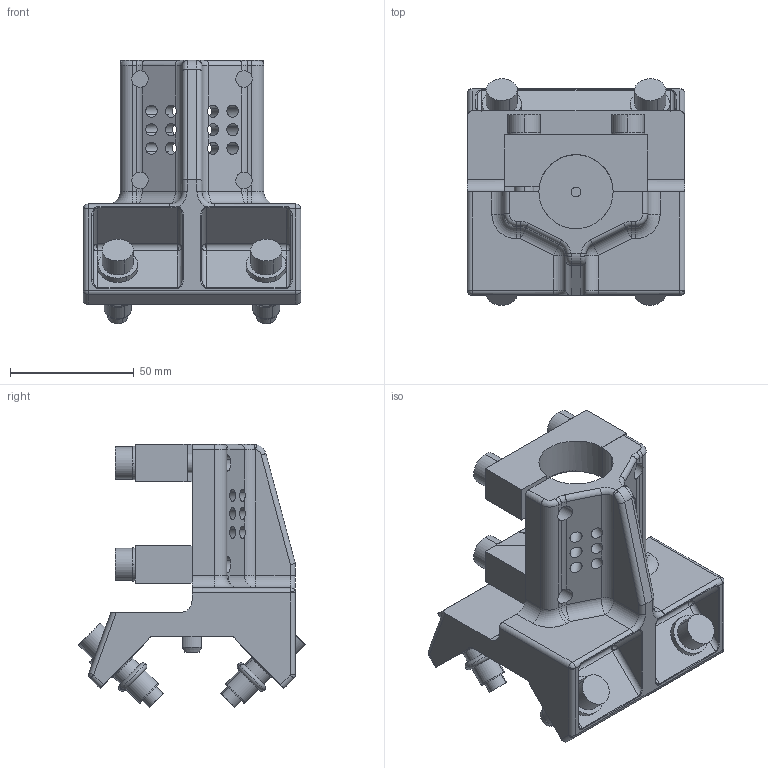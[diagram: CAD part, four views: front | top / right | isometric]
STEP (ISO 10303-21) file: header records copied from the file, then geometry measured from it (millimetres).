
FILE_DESCRIPTION(('CATIA V5 STEP'),'2;1');
FILE_NAME('AEGT103.stp','2018-07-13T01:32:49+00:00',('none'),('none'),'CATIA Version 5 Release 21 GA (IN-10)','CATIA V5 STEP AP214','none');
FILE_SCHEMA(('AUTOMOTIVE_DESIGN { 1 0 10303 214 1 1 1 1 }'));
Length unit declared in the file: millimetre
Products named in the file (1): AEGT103
Bounding box: 88 x 91.56 x 106.33 mm (x, y, z)
Volume: 207174.3 mm3; surface area: 69749.2 mm2
Topology: 17 solids, 17 shells, 579 faces, 1448 edges, 889 vertices
Faces by surface type: plane 239, cylinder 222, cone 44, torus 28, sphere 26, bspline 20
Entity records: 19628 total; most frequent: CARTESIAN_POINT 6675, ORIENTED_EDGE 2832, DIRECTION 2157, EDGE_CURVE 1416, AXIS2_PLACEMENT_3D 970, VERTEX_POINT 889, VECTOR 664, LINE 664
